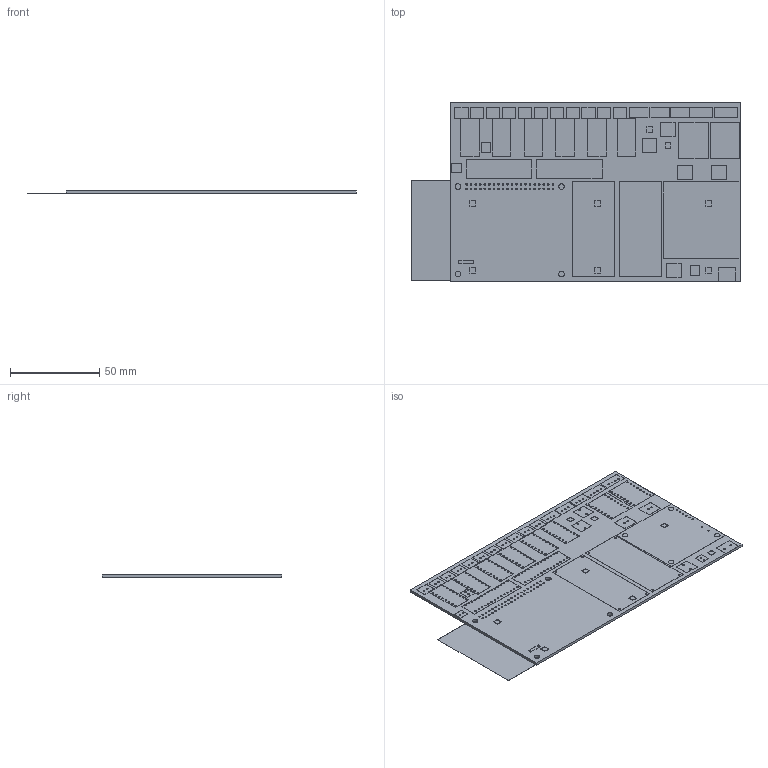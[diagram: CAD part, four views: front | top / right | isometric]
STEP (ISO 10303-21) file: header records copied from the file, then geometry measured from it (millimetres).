
FILE_DESCRIPTION(/* description */ (''),/* implementation_level */ '2;1');
FILE_NAME(/* name */ '6073e19b-e10f-421d-96dd-277c25f9413a.stp',/* time_stamp */ '2022-04-18T21:07:48+00:00',/* author */ (''),/* organization */ (''),/* preprocessor_version */ 'ST-DEVELOPER v18.1',/* originating_system */ 'Autodesk Translation Framework v10.14.0.1471',/* authorisation */ '');
FILE_SCHEMA (('AUTOMOTIVE_DESIGN { 1 0 10303 214 3 1 1 }'));
Length unit declared in the file: millimetre
Products named in the file (18): 6073e19b-e10f-421d-96dd-277c25f9413a; PCB Component; Board; BUCKCONVERTER; B3B-XH-A(LF)(SN); B2B-XH-A(LF)(SN); L293D; RASPBERRYPI4_4GB; DRV8825_STEPPER_MOTOR_DRIVER_CARRIER; MCP23017-E/SP; ECEA1VKS470; L298N; 10MMCAP; 2PORTSCREW; B4B-XH-A(LF)(SN); MOUNTING_HOLE; SMALLCAP; RESISTOR-TH
Assembly tree (50 placements, depth 3):
  6073e19b-e10f-421d-96dd-277c25f9413a
    PCB Component
      Board
      BUCKCONVERTER  x2
      B3B-XH-A(LF)(SN)  x3
      B2B-XH-A(LF)(SN)  x11
      L293D  x6
      RASPBERRYPI4_4GB
      DRV8825_STEPPER_MOTOR_DRIVER_CARRIER  x2
      MCP23017-E/SP  x2
      ECEA1VKS470  x2
      L298N
      10MMCAP  x3
      2PORTSCREW
      B4B-XH-A(LF)(SN)  x2
      MOUNTING_HOLE  x8
      SMALLCAP  x3
      RESISTOR-TH
Bounding box: 184.19 x 100.33 x 1.73 mm (x, y, z)
Volume: 25826.6 mm3; surface area: 61715.7 mm2
Topology: 49 solids, 49 shells, 609 faces, 1533 edges, 1022 vertices
Faces by surface type: cylinder 315, plane 294
Full cylindrical faces by diameter (mm): 0.9 x299, 3.175 x16
Entity records: 15888 total; most frequent: DIRECTION 2725, CARTESIAN_POINT 2374, ORIENTED_EDGE 2274, EDGE_CURVE 1137, AXIS2_PLACEMENT_3D 1109, EDGE_LOOP 1041, VERTEX_POINT 758, FACE_BOUND 630
